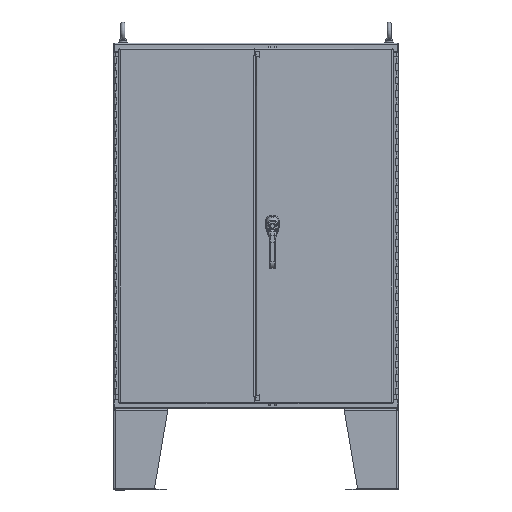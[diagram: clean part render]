
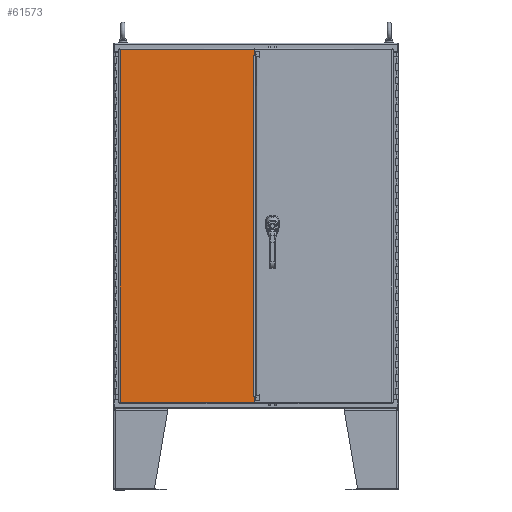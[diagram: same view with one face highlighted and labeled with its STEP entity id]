
A CAD part, top view. The second image highlights one B-rep face of the part: STEP entity #61573.
In plain terms, the highlighted face is planar.
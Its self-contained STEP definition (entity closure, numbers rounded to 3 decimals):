
#11212=PLANE('',#64515);
#12489=FACE_OUTER_BOUND('',#15252,.T.);
#15252=EDGE_LOOP('',(#49749,#49750,#49751,#49752,#49753,#49754,#49755,#49756,
#49757,#49758,#49759,#49760));
#18217=LINE('',#88272,#22856);
#18220=LINE('',#88282,#22859);
#18223=LINE('',#88289,#22862);
#18227=LINE('',#88296,#22866);
#18229=LINE('',#88300,#22868);
#18230=LINE('',#88302,#22869);
#18231=LINE('',#88304,#22870);
#18232=LINE('',#88306,#22871);
#18233=LINE('',#88308,#22872);
#18234=LINE('',#88310,#22873);
#18235=LINE('',#88312,#22874);
#18236=LINE('',#88313,#22875);
#22856=VECTOR('',#71449,50.48);
#22859=VECTOR('',#71462,0.);
#22862=VECTOR('',#71467,0.094);
#22866=VECTOR('',#71473,0.);
#22868=VECTOR('',#71477,0.);
#22869=VECTOR('',#71478,0.);
#22870=VECTOR('',#71479,0.094);
#22871=VECTOR('',#71480,0.844);
#22872=VECTOR('',#71481,19.865);
#22873=VECTOR('',#71482,52.167);
#22874=VECTOR('',#71483,19.865);
#22875=VECTOR('',#71484,0.844);
#30683=VERTEX_POINT('',#88259);
#30684=VERTEX_POINT('',#88271);
#30686=VERTEX_POINT('',#88281);
#30688=VERTEX_POINT('',#88287);
#30689=VERTEX_POINT('',#88288);
#30692=VERTEX_POINT('',#88299);
#30693=VERTEX_POINT('',#88301);
#30694=VERTEX_POINT('',#88303);
#30695=VERTEX_POINT('',#88305);
#30696=VERTEX_POINT('',#88307);
#30697=VERTEX_POINT('',#88309);
#30698=VERTEX_POINT('',#88311);
#39454=EDGE_CURVE('',#30684,#30683,#18217,.T.);
#39459=EDGE_CURVE('',#30686,#30684,#18220,.T.);
#39462=EDGE_CURVE('',#30688,#30689,#18223,.T.);
#39466=EDGE_CURVE('',#30689,#30686,#18227,.T.);
#39468=EDGE_CURVE('',#30683,#30692,#18229,.T.);
#39469=EDGE_CURVE('',#30692,#30693,#18230,.T.);
#39470=EDGE_CURVE('',#30693,#30694,#18231,.T.);
#39471=EDGE_CURVE('',#30694,#30695,#18232,.T.);
#39472=EDGE_CURVE('',#30695,#30696,#18233,.T.);
#39473=EDGE_CURVE('',#30696,#30697,#18234,.T.);
#39474=EDGE_CURVE('',#30697,#30698,#18235,.T.);
#39475=EDGE_CURVE('',#30698,#30688,#18236,.T.);
#49749=ORIENTED_EDGE('',*,*,#39462,.T.);
#49750=ORIENTED_EDGE('',*,*,#39466,.T.);
#49751=ORIENTED_EDGE('',*,*,#39459,.T.);
#49752=ORIENTED_EDGE('',*,*,#39454,.T.);
#49753=ORIENTED_EDGE('',*,*,#39468,.T.);
#49754=ORIENTED_EDGE('',*,*,#39469,.T.);
#49755=ORIENTED_EDGE('',*,*,#39470,.T.);
#49756=ORIENTED_EDGE('',*,*,#39471,.T.);
#49757=ORIENTED_EDGE('',*,*,#39472,.T.);
#49758=ORIENTED_EDGE('',*,*,#39473,.T.);
#49759=ORIENTED_EDGE('',*,*,#39474,.T.);
#49760=ORIENTED_EDGE('',*,*,#39475,.T.);
#61573=ADVANCED_FACE('',(#12489),#11212,.F.);
#64515=AXIS2_PLACEMENT_3D('',#88298,#71475,#71476);
#71449=DIRECTION('',(0.,-1.,0.));
#71462=DIRECTION('',(1.,0.,0.));
#71467=DIRECTION('',(-1.,0.,0.));
#71473=DIRECTION('',(0.,-1.,0.));
#71475=DIRECTION('center_axis',(0.,0.,1.));
#71476=DIRECTION('ref_axis',(1.,0.,0.));
#71477=DIRECTION('',(-1.,0.,0.));
#71478=DIRECTION('',(0.,-1.,0.));
#71479=DIRECTION('',(1.,0.,0.));
#71480=DIRECTION('',(0.,-1.,0.));
#71481=DIRECTION('',(-1.,0.,0.));
#71482=DIRECTION('',(0.,1.,0.));
#71483=DIRECTION('',(1.,0.,0.));
#71484=DIRECTION('',(0.,-1.,0.));
#88259=CARTESIAN_POINT('',(9.938,-25.24,0.));
#88271=CARTESIAN_POINT('',(9.937,25.24,0.));
#88272=CARTESIAN_POINT('',(9.938,12.62,0.));
#88281=CARTESIAN_POINT('',(9.937,25.24,0.));
#88282=CARTESIAN_POINT('',(4.969,25.24,0.));
#88287=CARTESIAN_POINT('',(10.031,25.24,0.));
#88288=CARTESIAN_POINT('',(9.937,25.24,0.));
#88289=CARTESIAN_POINT('',(5.016,25.24,0.));
#88296=CARTESIAN_POINT('',(9.937,12.62,0.));
#88298=CARTESIAN_POINT('Origin',(0.,0.,0.));
#88299=CARTESIAN_POINT('',(9.937,-25.24,0.));
#88300=CARTESIAN_POINT('',(5.016,-25.24,0.));
#88301=CARTESIAN_POINT('',(9.937,-25.24,0.));
#88302=CARTESIAN_POINT('',(9.937,-12.62,0.));
#88303=CARTESIAN_POINT('',(10.031,-25.24,0.));
#88304=CARTESIAN_POINT('',(4.969,-25.24,0.));
#88305=CARTESIAN_POINT('',(10.031,-26.084,0.));
#88306=CARTESIAN_POINT('',(10.031,26.281,0.));
#88307=CARTESIAN_POINT('',(-9.834,-26.084,0.));
#88308=CARTESIAN_POINT('',(5.016,-26.084,0.));
#88309=CARTESIAN_POINT('',(-9.834,26.084,0.));
#88310=CARTESIAN_POINT('',(-9.834,-13.042,0.));
#88311=CARTESIAN_POINT('',(10.031,26.084,0.));
#88312=CARTESIAN_POINT('',(-5.016,26.084,0.));
#88313=CARTESIAN_POINT('',(10.031,26.281,0.));
